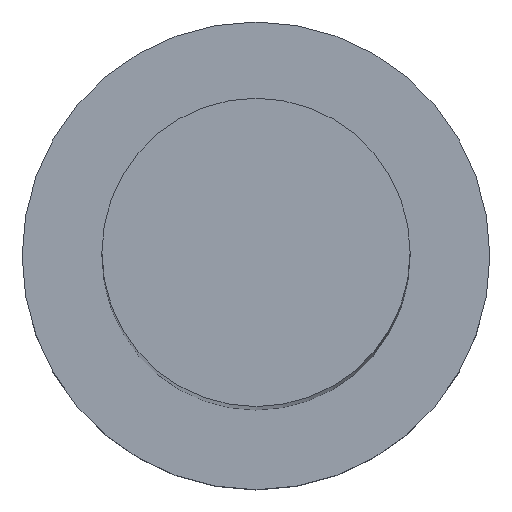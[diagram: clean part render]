
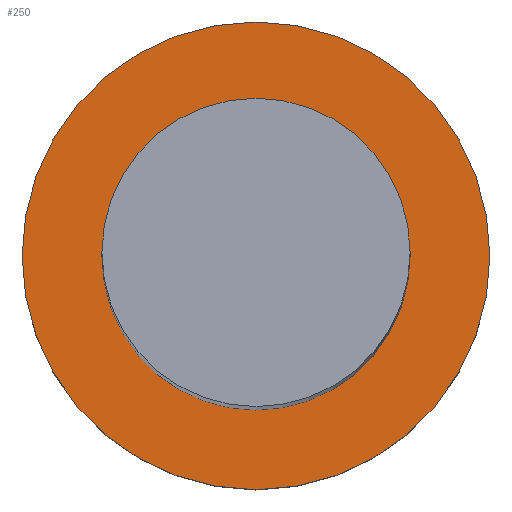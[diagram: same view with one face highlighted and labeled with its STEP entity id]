
A CAD part, top view. The second image highlights one B-rep face of the part: STEP entity #250.
In plain terms, the highlighted planar face has unit normal (0, 0, 1).
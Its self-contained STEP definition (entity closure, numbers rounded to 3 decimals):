
#3 = EDGE_CURVE ( 'NONE', #130, #84, #25, .T. ) ;
#8 = DIRECTION ( 'NONE',  ( 0., 0., 1. ) ) ;
#22 = ORIENTED_EDGE ( 'NONE', *, *, #49, .F. ) ;
#24 = VERTEX_POINT ( 'NONE', #237 ) ;
#25 = CIRCLE ( 'NONE', #99, 11. ) ;
#46 = AXIS2_PLACEMENT_3D ( 'NONE', #93, #8, #167 ) ;
#47 = DIRECTION ( 'NONE',  ( 0., 0., 1. ) ) ;
#48 = FACE_OUTER_BOUND ( 'NONE', #60, .T. ) ;
#49 = EDGE_CURVE ( 'NONE', #176, #24, #77, .T. ) ;
#50 = CARTESIAN_POINT ( 'NONE',  ( 0., 0., 7. ) ) ;
#60 = EDGE_LOOP ( 'NONE', ( #201, #97 ) ) ;
#68 = DIRECTION ( 'NONE',  ( 0., 0., 1. ) ) ;
#69 = DIRECTION ( 'NONE',  ( 1., 0., 0. ) ) ;
#77 = CIRCLE ( 'NONE', #231, 7.25 ) ;
#79 = CIRCLE ( 'NONE', #164, 7.25 ) ;
#80 = DIRECTION ( 'NONE',  ( 1., 0., 0. ) ) ;
#84 = VERTEX_POINT ( 'NONE', #203 ) ;
#90 = DIRECTION ( 'NONE',  ( 1., 0., 0. ) ) ;
#93 = CARTESIAN_POINT ( 'NONE',  ( 0., 0., 7. ) ) ;
#97 = ORIENTED_EDGE ( 'NONE', *, *, #3, .T. ) ;
#99 = AXIS2_PLACEMENT_3D ( 'NONE', #233, #255, #80 ) ;
#123 = PLANE ( 'NONE',  #125 ) ;
#125 = AXIS2_PLACEMENT_3D ( 'NONE', #160, #245, #69 ) ;
#127 = DIRECTION ( 'NONE',  ( 1., 0., 0. ) ) ;
#130 = VERTEX_POINT ( 'NONE', #163 ) ;
#138 = FACE_BOUND ( 'NONE', #171, .T. ) ;
#140 = CARTESIAN_POINT ( 'NONE',  ( -7.25, 0., 7. ) ) ;
#155 = CIRCLE ( 'NONE', #46, 11. ) ;
#156 = ORIENTED_EDGE ( 'NONE', *, *, #240, .F. ) ;
#160 = CARTESIAN_POINT ( 'NONE',  ( 0., 0., 7. ) ) ;
#163 = CARTESIAN_POINT ( 'NONE',  ( 11., 0., 7. ) ) ;
#164 = AXIS2_PLACEMENT_3D ( 'NONE', #244, #68, #90 ) ;
#167 = DIRECTION ( 'NONE',  ( 1., 0., 0. ) ) ;
#171 = EDGE_LOOP ( 'NONE', ( #22, #156 ) ) ;
#176 = VERTEX_POINT ( 'NONE', #140 ) ;
#201 = ORIENTED_EDGE ( 'NONE', *, *, #232, .T. ) ;
#203 = CARTESIAN_POINT ( 'NONE',  ( -11., 0., 7. ) ) ;
#231 = AXIS2_PLACEMENT_3D ( 'NONE', #50, #47, #127 ) ;
#232 = EDGE_CURVE ( 'NONE', #84, #130, #155, .T. ) ;
#233 = CARTESIAN_POINT ( 'NONE',  ( 0., 0., 7. ) ) ;
#237 = CARTESIAN_POINT ( 'NONE',  ( 7.25, 0., 7. ) ) ;
#240 = EDGE_CURVE ( 'NONE', #24, #176, #79, .T. ) ;
#244 = CARTESIAN_POINT ( 'NONE',  ( 0., 0., 7. ) ) ;
#245 = DIRECTION ( 'NONE',  ( 0., 0., 1. ) ) ;
#250 = ADVANCED_FACE ( 'NONE', ( #138, #48 ), #123, .T. ) ;
#255 = DIRECTION ( 'NONE',  ( 0., 0., 1. ) ) ;
